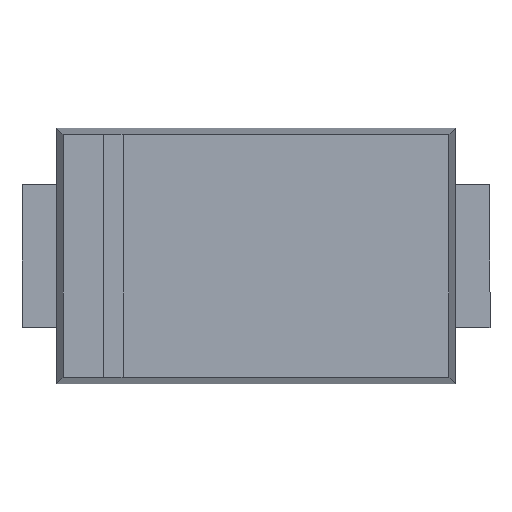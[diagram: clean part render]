
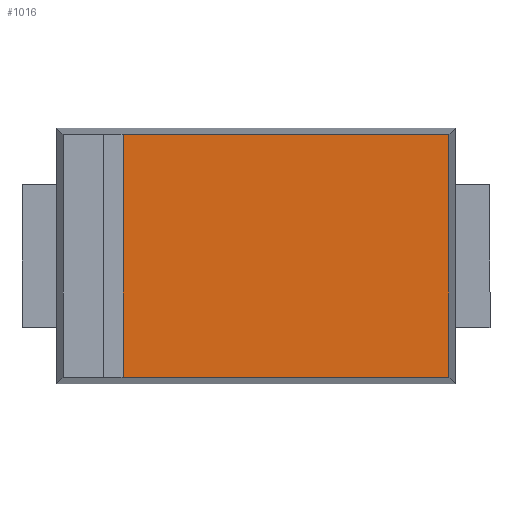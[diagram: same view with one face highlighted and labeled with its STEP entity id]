
A CAD part, top view. The second image highlights one B-rep face of the part: STEP entity #1016.
In plain terms, the highlighted planar face has unit normal (0, 0, 1).
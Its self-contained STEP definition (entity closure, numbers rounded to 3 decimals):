
#35 = LINE ( 'NONE', #692, #1527 ) ;
#76 = CARTESIAN_POINT ( 'NONE',  ( -2.3, -1.401, 1.1 ) ) ;
#83 = VERTEX_POINT ( 'NONE', #386 ) ;
#144 = VERTEX_POINT ( 'NONE', #1523 ) ;
#174 = ORIENTED_EDGE ( 'NONE', *, *, #1036, .F. ) ;
#180 = DIRECTION ( 'NONE',  ( -1., 0., 0. ) ) ;
#239 = CARTESIAN_POINT ( 'NONE',  ( -1.534, 0., 1.1 ) ) ;
#327 = CARTESIAN_POINT ( 'NONE',  ( -1.534, 1.401, 1.1 ) ) ;
#331 = VERTEX_POINT ( 'NONE', #327 ) ;
#354 = PLANE ( 'NONE',  #1285 ) ;
#386 = CARTESIAN_POINT ( 'NONE',  ( -1.534, -1.401, 1.1 ) ) ;
#407 = EDGE_CURVE ( 'NONE', #144, #1525, #1002, .T. ) ;
#465 = EDGE_CURVE ( 'NONE', #83, #144, #1302, .T. ) ;
#500 = EDGE_CURVE ( 'NONE', #1525, #331, #35, .T. ) ;
#627 = ORIENTED_EDGE ( 'NONE', *, *, #500, .T. ) ;
#692 = CARTESIAN_POINT ( 'NONE',  ( -2.3, 1.401, 1.1 ) ) ;
#705 = ORIENTED_EDGE ( 'NONE', *, *, #407, .T. ) ;
#766 = DIRECTION ( 'NONE',  ( 0., 1., 0. ) ) ;
#823 = CARTESIAN_POINT ( 'NONE',  ( 2.226, 1.401, 1.1 ) ) ;
#827 = DIRECTION ( 'NONE',  ( 0., 1., 0. ) ) ;
#837 = CARTESIAN_POINT ( 'NONE',  ( 2.226, 1.475, 1.1 ) ) ;
#947 = ORIENTED_EDGE ( 'NONE', *, *, #465, .T. ) ;
#1002 = LINE ( 'NONE', #837, #1332 ) ;
#1016 = ADVANCED_FACE ( 'NONE', ( #1454 ), #354, .T. ) ;
#1036 = EDGE_CURVE ( 'NONE', #83, #331, #1226, .T. ) ;
#1117 = DIRECTION ( 'NONE',  ( 1., 0., 0. ) ) ;
#1179 = VECTOR ( 'NONE', #1358, 1000. ) ;
#1215 = CARTESIAN_POINT ( 'NONE',  ( 0., 0., 1.1 ) ) ;
#1226 = LINE ( 'NONE', #239, #1551 ) ;
#1285 = AXIS2_PLACEMENT_3D ( 'NONE', #1215, #1616, #1117 ) ;
#1302 = LINE ( 'NONE', #76, #1179 ) ;
#1332 = VECTOR ( 'NONE', #766, 1000. ) ;
#1357 = EDGE_LOOP ( 'NONE', ( #174, #947, #705, #627 ) ) ;
#1358 = DIRECTION ( 'NONE',  ( 1., 0., 0. ) ) ;
#1454 = FACE_OUTER_BOUND ( 'NONE', #1357, .T. ) ;
#1523 = CARTESIAN_POINT ( 'NONE',  ( 2.226, -1.401, 1.1 ) ) ;
#1525 = VERTEX_POINT ( 'NONE', #823 ) ;
#1527 = VECTOR ( 'NONE', #180, 1000. ) ;
#1551 = VECTOR ( 'NONE', #827, 1000. ) ;
#1616 = DIRECTION ( 'NONE',  ( 0., 0., 1. ) ) ;
